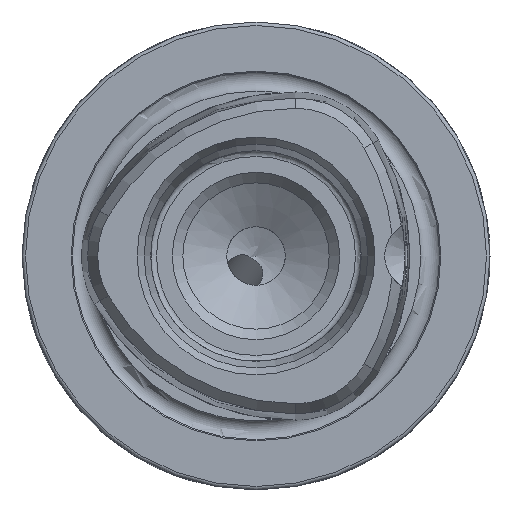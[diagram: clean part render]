
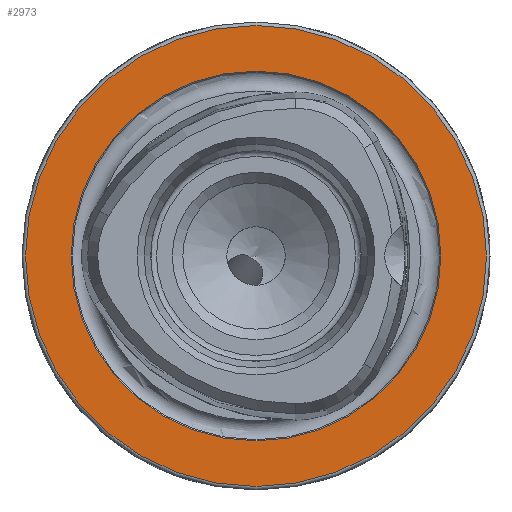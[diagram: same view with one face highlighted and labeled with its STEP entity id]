
A CAD part, left-side view. The second image highlights one B-rep face of the part: STEP entity #2973.
In plain terms, the highlighted planar face has unit normal (-1, 0, 0).
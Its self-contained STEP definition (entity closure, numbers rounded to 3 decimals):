
#101 = CIRCLE ( 'NONE', #1552, 15.8 ) ;
#207 = CARTESIAN_POINT ( 'NONE',  ( 0., 15.8, 0. ) ) ;
#475 = DIRECTION ( 'NONE',  ( -1., 0., 0. ) ) ;
#711 = DIRECTION ( 'NONE',  ( 1., 0., 0. ) ) ;
#1302 = VERTEX_POINT ( 'NONE', #1793 ) ;
#1486 = FACE_BOUND ( 'NONE', #3879, .T. ) ;
#1552 = AXIS2_PLACEMENT_3D ( 'NONE', #3383, #475, #3465 ) ;
#1598 = CARTESIAN_POINT ( 'NONE',  ( 0., 0., 0. ) ) ;
#1793 = CARTESIAN_POINT ( 'NONE',  ( 0., 0., 19.7 ) ) ;
#1978 = ORIENTED_EDGE ( 'NONE', *, *, #2320, .T. ) ;
#2320 = EDGE_CURVE ( 'NONE', #1302, #1302, #6205, .T. ) ;
#2973 = ADVANCED_FACE ( 'NONE', ( #1486, #3849 ), #5617, .F. ) ;
#3383 = CARTESIAN_POINT ( 'NONE',  ( 0., 0., 0. ) ) ;
#3440 = EDGE_CURVE ( 'NONE', #5676, #5676, #101, .T. ) ;
#3465 = DIRECTION ( 'NONE',  ( 0., 0., 1. ) ) ;
#3849 = FACE_OUTER_BOUND ( 'NONE', #4212, .T. ) ;
#3879 = EDGE_LOOP ( 'NONE', ( #4778 ) ) ;
#4120 = DIRECTION ( 'NONE',  ( 0., 0., -1. ) ) ;
#4212 = EDGE_LOOP ( 'NONE', ( #1978 ) ) ;
#4717 = CARTESIAN_POINT ( 'NONE',  ( 0., 0., 15.8 ) ) ;
#4767 = AXIS2_PLACEMENT_3D ( 'NONE', #207, #711, #4120 ) ;
#4778 = ORIENTED_EDGE ( 'NONE', *, *, #3440, .F. ) ;
#5043 = DIRECTION ( 'NONE',  ( -1., 0., 0. ) ) ;
#5474 = DIRECTION ( 'NONE',  ( 0., 0., 1. ) ) ;
#5569 = AXIS2_PLACEMENT_3D ( 'NONE', #1598, #5043, #5474 ) ;
#5617 = PLANE ( 'NONE',  #4767 ) ;
#5676 = VERTEX_POINT ( 'NONE', #4717 ) ;
#6205 = CIRCLE ( 'NONE', #5569, 19.7 ) ;
